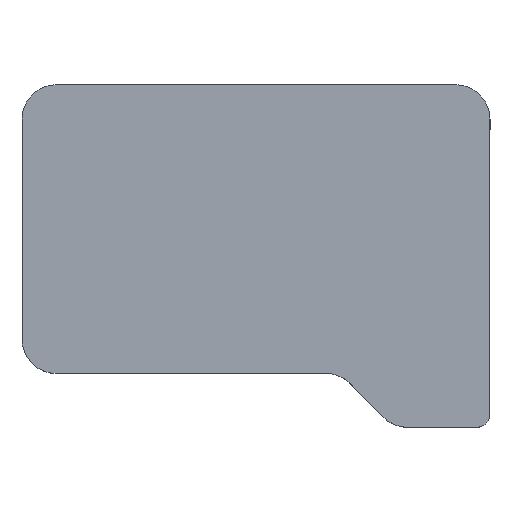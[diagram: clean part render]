
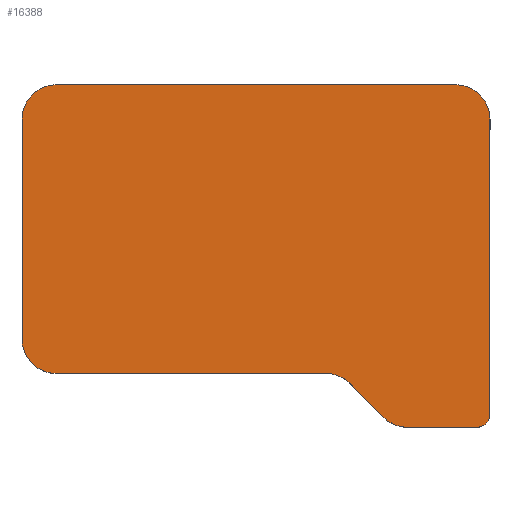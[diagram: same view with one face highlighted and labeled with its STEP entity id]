
A CAD part, top view. The second image highlights one B-rep face of the part: STEP entity #16388.
In plain terms, the highlighted planar face has unit normal (0, 0, 1).
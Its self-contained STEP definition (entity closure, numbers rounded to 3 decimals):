
#944=CIRCLE('',#18130,12.);
#946=CIRCLE('',#18134,30.);
#948=CIRCLE('',#18138,30.);
#950=CIRCLE('',#18142,32.);
#952=CIRCLE('',#18146,32.);
#954=CIRCLE('',#18150,32.);
#2316=FACE_OUTER_BOUND('',#3409,.T.);
#3409=EDGE_LOOP('',(#14652,#14653,#14654,#14655,#14656,#14657,#14658,#14659,
#14660,#14661,#14662,#14663));
#5021=LINE('',#27798,#6620);
#5026=LINE('',#27812,#6625);
#5030=LINE('',#27824,#6629);
#5034=LINE('',#27836,#6633);
#5038=LINE('',#27848,#6637);
#5042=LINE('',#27860,#6641);
#6620=VECTOR('',#22372,10.);
#6625=VECTOR('',#22385,10.);
#6629=VECTOR('',#22397,10.);
#6633=VECTOR('',#22409,10.);
#6637=VECTOR('',#22421,10.);
#6641=VECTOR('',#22433,10.);
#7991=VERTEX_POINT('',#27796);
#7992=VERTEX_POINT('',#27797);
#7995=VERTEX_POINT('',#27805);
#7997=VERTEX_POINT('',#27811);
#7999=VERTEX_POINT('',#27817);
#8001=VERTEX_POINT('',#27823);
#8003=VERTEX_POINT('',#27829);
#8005=VERTEX_POINT('',#27835);
#8007=VERTEX_POINT('',#27841);
#8009=VERTEX_POINT('',#27847);
#8011=VERTEX_POINT('',#27853);
#8013=VERTEX_POINT('',#27859);
#10207=EDGE_CURVE('',#7991,#7992,#5021,.T.);
#10211=EDGE_CURVE('',#7992,#7995,#944,.T.);
#10214=EDGE_CURVE('',#7995,#7997,#5026,.T.);
#10217=EDGE_CURVE('',#7997,#7999,#946,.T.);
#10220=EDGE_CURVE('',#7999,#8001,#5030,.T.);
#10223=EDGE_CURVE('',#8001,#8003,#948,.T.);
#10226=EDGE_CURVE('',#8003,#8005,#5034,.T.);
#10229=EDGE_CURVE('',#8005,#8007,#950,.T.);
#10232=EDGE_CURVE('',#8007,#8009,#5038,.T.);
#10235=EDGE_CURVE('',#8009,#8011,#952,.T.);
#10238=EDGE_CURVE('',#8011,#8013,#5042,.T.);
#10241=EDGE_CURVE('',#8013,#7991,#954,.T.);
#14652=ORIENTED_EDGE('',*,*,#10207,.F.);
#14653=ORIENTED_EDGE('',*,*,#10241,.F.);
#14654=ORIENTED_EDGE('',*,*,#10238,.F.);
#14655=ORIENTED_EDGE('',*,*,#10235,.F.);
#14656=ORIENTED_EDGE('',*,*,#10232,.F.);
#14657=ORIENTED_EDGE('',*,*,#10229,.F.);
#14658=ORIENTED_EDGE('',*,*,#10226,.F.);
#14659=ORIENTED_EDGE('',*,*,#10223,.F.);
#14660=ORIENTED_EDGE('',*,*,#10220,.F.);
#14661=ORIENTED_EDGE('',*,*,#10217,.F.);
#14662=ORIENTED_EDGE('',*,*,#10214,.F.);
#14663=ORIENTED_EDGE('',*,*,#10211,.F.);
#15510=PLANE('',#18153);
#16388=ADVANCED_FACE('',(#2316),#15510,.T.);
#18130=AXIS2_PLACEMENT_3D('',#27806,#22378,#22379);
#18134=AXIS2_PLACEMENT_3D('',#27818,#22390,#22391);
#18138=AXIS2_PLACEMENT_3D('',#27830,#22402,#22403);
#18142=AXIS2_PLACEMENT_3D('',#27842,#22414,#22415);
#18146=AXIS2_PLACEMENT_3D('',#27854,#22426,#22427);
#18150=AXIS2_PLACEMENT_3D('',#27865,#22438,#22439);
#18153=AXIS2_PLACEMENT_3D('',#27868,#22444,#22445);
#22372=DIRECTION('',(0.,-1.,0.));
#22378=DIRECTION('center_axis',(0.,0.,-1.));
#22379=DIRECTION('ref_axis',(0.,-1.,0.));
#22385=DIRECTION('',(-1.,0.,0.));
#22390=DIRECTION('center_axis',(0.,0.,-1.));
#22391=DIRECTION('ref_axis',(-0.707,-0.707,0.));
#22397=DIRECTION('',(-0.707,0.707,0.));
#22402=DIRECTION('center_axis',(0.,0.,1.));
#22403=DIRECTION('ref_axis',(-0.707,-0.707,0.));
#22409=DIRECTION('',(-1.,0.,0.));
#22414=DIRECTION('center_axis',(0.,0.,-1.));
#22415=DIRECTION('ref_axis',(-1.,0.,0.));
#22421=DIRECTION('',(0.,1.,0.));
#22426=DIRECTION('center_axis',(0.,0.,-1.));
#22427=DIRECTION('ref_axis',(0.,1.,0.));
#22433=DIRECTION('',(1.,0.,0.));
#22438=DIRECTION('center_axis',(0.,0.,-1.));
#22439=DIRECTION('ref_axis',(1.,0.,0.));
#22444=DIRECTION('center_axis',(0.,0.,1.));
#22445=DIRECTION('ref_axis',(1.,0.,0.));
#27796=CARTESIAN_POINT('',(218.,102.5,2.));
#27797=CARTESIAN_POINT('',(218.,-172.5,2.));
#27798=CARTESIAN_POINT('',(218.,-172.5,2.));
#27805=CARTESIAN_POINT('',(206.,-184.5,2.));
#27806=CARTESIAN_POINT('Origin',(206.,-172.5,2.));
#27811=CARTESIAN_POINT('',(140.426,-184.5,2.));
#27812=CARTESIAN_POINT('',(140.426,-184.5,2.));
#27817=CARTESIAN_POINT('',(119.213,-175.713,2.));
#27818=CARTESIAN_POINT('Origin',(140.426,-154.5,2.));
#27823=CARTESIAN_POINT('',(86.787,-143.287,2.));
#27824=CARTESIAN_POINT('',(86.787,-143.287,2.));
#27829=CARTESIAN_POINT('',(65.574,-134.5,2.));
#27830=CARTESIAN_POINT('Origin',(65.574,-164.5,2.));
#27835=CARTESIAN_POINT('',(-186.,-134.5,2.));
#27836=CARTESIAN_POINT('',(-186.,-134.5,2.));
#27841=CARTESIAN_POINT('',(-218.,-102.5,2.));
#27842=CARTESIAN_POINT('Origin',(-186.,-102.5,2.));
#27847=CARTESIAN_POINT('',(-218.,102.5,2.));
#27848=CARTESIAN_POINT('',(-218.,102.5,2.));
#27853=CARTESIAN_POINT('',(-186.,134.5,2.));
#27854=CARTESIAN_POINT('Origin',(-186.,102.5,2.));
#27859=CARTESIAN_POINT('',(186.,134.5,2.));
#27860=CARTESIAN_POINT('',(186.,134.5,2.));
#27865=CARTESIAN_POINT('Origin',(186.,102.5,2.));
#27868=CARTESIAN_POINT('Origin',(10.281,-12.289,2.));
